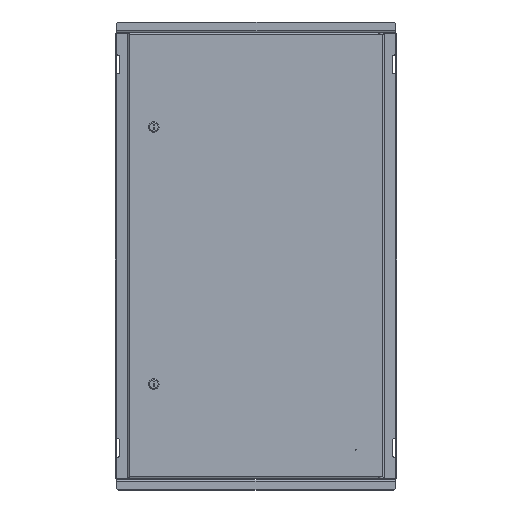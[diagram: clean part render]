
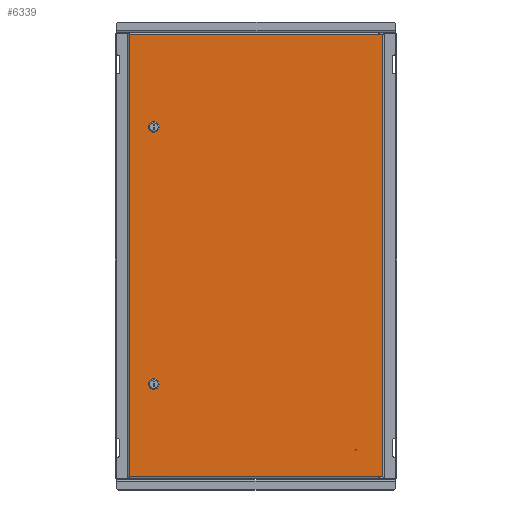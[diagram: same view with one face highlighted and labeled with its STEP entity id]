
A CAD part, top view. The second image highlights one B-rep face of the part: STEP entity #6339.
In plain terms, the highlighted planar face has unit normal (0, 0, 1).
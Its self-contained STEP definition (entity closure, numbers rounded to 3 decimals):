
#105 = DIRECTION ( 'NONE',  ( 0., 0., -1. ) ) ;
#396 = VERTEX_POINT ( 'NONE', #663 ) ;
#443 = DIRECTION ( 'NONE',  ( 0., -1., 0. ) ) ;
#480 = ORIENTED_EDGE ( 'NONE', *, *, #11221, .T. ) ;
#524 = VERTEX_POINT ( 'NONE', #13855 ) ;
#538 = EDGE_CURVE ( 'NONE', #3283, #16880, #3098, .T. ) ;
#590 = CARTESIAN_POINT ( 'NONE',  ( -208.75, 277.71, 0. ) ) ;
#621 = VECTOR ( 'NONE', #7735, 1000. ) ;
#643 = EDGE_CURVE ( 'NONE', #16520, #2850, #3963, .T. ) ;
#663 = CARTESIAN_POINT ( 'NONE',  ( -268.9, 469.9, 0. ) ) ;
#808 = EDGE_LOOP ( 'NONE', ( #8485, #15457, #16823, #3788, #480, #2176 ) ) ;
#1009 = DIRECTION ( 'NONE',  ( 0., -1., 0. ) ) ;
#1156 = CARTESIAN_POINT ( 'NONE',  ( 260., -469.9, 0. ) ) ;
#1179 = CARTESIAN_POINT ( 'NONE',  ( 212., -413., 0. ) ) ;
#1294 = CARTESIAN_POINT ( 'NONE',  ( -225.25, 277.71, 0. ) ) ;
#1390 = LINE ( 'NONE', #14103, #10371 ) ;
#1564 = VECTOR ( 'NONE', #443, 1000. ) ;
#1773 = ORIENTED_EDGE ( 'NONE', *, *, #14744, .T. ) ;
#2023 = FACE_OUTER_BOUND ( 'NONE', #808, .T. ) ;
#2148 = ORIENTED_EDGE ( 'NONE', *, *, #538, .F. ) ;
#2176 = ORIENTED_EDGE ( 'NONE', *, *, #11749, .T. ) ;
#2487 = DIRECTION ( 'NONE',  ( 0., 0., 1. ) ) ;
#2586 = EDGE_CURVE ( 'NONE', #396, #6373, #10166, .T. ) ;
#2850 = VERTEX_POINT ( 'NONE', #3722 ) ;
#3050 = ORIENTED_EDGE ( 'NONE', *, *, #6668, .F. ) ;
#3098 = LINE ( 'NONE', #15084, #1564 ) ;
#3115 = CIRCLE ( 'NONE', #3679, 0.5 ) ;
#3264 = CARTESIAN_POINT ( 'NONE',  ( -225.25, 268.29, 0. ) ) ;
#3283 = VERTEX_POINT ( 'NONE', #1294 ) ;
#3420 = DIRECTION ( 'NONE',  ( 0., 0., 1. ) ) ;
#3454 = VERTEX_POINT ( 'NONE', #590 ) ;
#3505 = AXIS2_PLACEMENT_3D ( 'NONE', #12907, #6325, #11604 ) ;
#3679 = AXIS2_PLACEMENT_3D ( 'NONE', #1179, #3921, #15672 ) ;
#3722 = CARTESIAN_POINT ( 'NONE',  ( 268.9, -469.9, 0. ) ) ;
#3788 = ORIENTED_EDGE ( 'NONE', *, *, #15886, .T. ) ;
#3921 = DIRECTION ( 'NONE',  ( 0., 0., 1. ) ) ;
#3963 = LINE ( 'NONE', #11772, #16431 ) ;
#4077 = CARTESIAN_POINT ( 'NONE',  ( -217., -273., 0. ) ) ;
#4585 = CARTESIAN_POINT ( 'NONE',  ( 260., 469.9, 0. ) ) ;
#4695 = ORIENTED_EDGE ( 'NONE', *, *, #12589, .T. ) ;
#4965 = CARTESIAN_POINT ( 'NONE',  ( -208.75, -268.29, 0. ) ) ;
#4982 = CARTESIAN_POINT ( 'NONE',  ( -208.75, 268.29, 0. ) ) ;
#5180 = DIRECTION ( 'NONE',  ( 0., 1., 0. ) ) ;
#5191 = AXIS2_PLACEMENT_3D ( 'NONE', #16769, #3420, #8830 ) ;
#5256 = VERTEX_POINT ( 'NONE', #15795 ) ;
#5345 = DIRECTION ( 'NONE',  ( 1., 0., 0. ) ) ;
#5562 = CARTESIAN_POINT ( 'NONE',  ( -217., 273., 0. ) ) ;
#6062 = VECTOR ( 'NONE', #14247, 1000. ) ;
#6202 = CARTESIAN_POINT ( 'NONE',  ( -268.9, 471.788, 0. ) ) ;
#6240 = CARTESIAN_POINT ( 'NONE',  ( -268.9, -469.9, 0. ) ) ;
#6316 = CIRCLE ( 'NONE', #5191, 0.5 ) ;
#6325 = DIRECTION ( 'NONE',  ( 0., 0., 1. ) ) ;
#6339 = ADVANCED_FACE ( 'NONE', ( #11513, #16792, #2023, #8769 ), #15714, .T. ) ;
#6373 = VERTEX_POINT ( 'NONE', #6240 ) ;
#6549 = EDGE_CURVE ( 'NONE', #6373, #16520, #14892, .T. ) ;
#6668 = EDGE_CURVE ( 'NONE', #524, #10072, #6316, .T. ) ;
#6771 = VECTOR ( 'NONE', #1009, 1000. ) ;
#7012 = CARTESIAN_POINT ( 'NONE',  ( -270.788, -469.9, 0. ) ) ;
#7073 = CIRCLE ( 'NONE', #14622, 9.5 ) ;
#7338 = CARTESIAN_POINT ( 'NONE',  ( 270.788, 469.9, 0. ) ) ;
#7496 = LINE ( 'NONE', #4965, #621 ) ;
#7618 = VECTOR ( 'NONE', #5180, 1000. ) ;
#7656 = DIRECTION ( 'NONE',  ( 1., 0., 0. ) ) ;
#7670 = LINE ( 'NONE', #4982, #12090 ) ;
#7735 = DIRECTION ( 'NONE',  ( 0., -1., 0. ) ) ;
#7848 = VERTEX_POINT ( 'NONE', #14027 ) ;
#7974 = VECTOR ( 'NONE', #12371, 1000. ) ;
#8045 = CARTESIAN_POINT ( 'NONE',  ( -225.25, -277.71, 0. ) ) ;
#8190 = ORIENTED_EDGE ( 'NONE', *, *, #13102, .F. ) ;
#8321 = CARTESIAN_POINT ( 'NONE',  ( -208.75, 268.29, 0. ) ) ;
#8376 = CARTESIAN_POINT ( 'NONE',  ( -217., -273., 0. ) ) ;
#8401 = DIRECTION ( 'NONE',  ( 1., 0., 0. ) ) ;
#8465 = LINE ( 'NONE', #7338, #14262 ) ;
#8485 = ORIENTED_EDGE ( 'NONE', *, *, #2586, .T. ) ;
#8654 = EDGE_LOOP ( 'NONE', ( #1773, #4695, #16366, #14419 ) ) ;
#8749 = EDGE_LOOP ( 'NONE', ( #14501, #12565, #13396, #2148 ) ) ;
#8769 = FACE_BOUND ( 'NONE', #8654, .T. ) ;
#8830 = DIRECTION ( 'NONE',  ( 1., 0., 0. ) ) ;
#9291 = DIRECTION ( 'NONE',  ( 1., 0., 0. ) ) ;
#9532 = AXIS2_PLACEMENT_3D ( 'NONE', #4077, #105, #8401 ) ;
#9609 = EDGE_CURVE ( 'NONE', #3454, #3283, #9757, .T. ) ;
#9757 = CIRCLE ( 'NONE', #14798, 9.5 ) ;
#9797 = AXIS2_PLACEMENT_3D ( 'NONE', #8376, #13732, #5345 ) ;
#10072 = VERTEX_POINT ( 'NONE', #15245 ) ;
#10166 = LINE ( 'NONE', #6202, #6771 ) ;
#10252 = LINE ( 'NONE', #10337, #6062 ) ;
#10337 = CARTESIAN_POINT ( 'NONE',  ( -225.25, -268.29, 0. ) ) ;
#10371 = VECTOR ( 'NONE', #11409, 1000. ) ;
#10608 = DIRECTION ( 'NONE',  ( 0., 1., 0. ) ) ;
#10754 = CARTESIAN_POINT ( 'NONE',  ( -225.25, -268.29, 0. ) ) ;
#11085 = DIRECTION ( 'NONE',  ( 0., 0., 1. ) ) ;
#11211 = DIRECTION ( 'NONE',  ( -1., 0., 0. ) ) ;
#11221 = EDGE_CURVE ( 'NONE', #14480, #15488, #1390, .T. ) ;
#11234 = CIRCLE ( 'NONE', #9532, 9.5 ) ;
#11409 = DIRECTION ( 'NONE',  ( -1., 0., 0. ) ) ;
#11513 = FACE_BOUND ( 'NONE', #11548, .T. ) ;
#11548 = EDGE_LOOP ( 'NONE', ( #8190, #3050 ) ) ;
#11604 = DIRECTION ( 'NONE',  ( 1., 0., 0. ) ) ;
#11683 = EDGE_CURVE ( 'NONE', #13533, #7848, #16267, .T. ) ;
#11749 = EDGE_CURVE ( 'NONE', #15488, #396, #8465, .T. ) ;
#11761 = LINE ( 'NONE', #17224, #7618 ) ;
#11772 = CARTESIAN_POINT ( 'NONE',  ( -270.788, -469.9, 0. ) ) ;
#12090 = VECTOR ( 'NONE', #10608, 1000. ) ;
#12371 = DIRECTION ( 'NONE',  ( 1., 0., 0. ) ) ;
#12565 = ORIENTED_EDGE ( 'NONE', *, *, #13060, .F. ) ;
#12589 = EDGE_CURVE ( 'NONE', #5256, #15829, #11234, .T. ) ;
#12907 = CARTESIAN_POINT ( 'NONE',  ( 0., 0., 0. ) ) ;
#13016 = CARTESIAN_POINT ( 'NONE',  ( -217., 273., 0. ) ) ;
#13060 = EDGE_CURVE ( 'NONE', #13984, #3454, #7670, .T. ) ;
#13102 = EDGE_CURVE ( 'NONE', #10072, #524, #3115, .T. ) ;
#13396 = ORIENTED_EDGE ( 'NONE', *, *, #14644, .F. ) ;
#13533 = VERTEX_POINT ( 'NONE', #10754 ) ;
#13732 = DIRECTION ( 'NONE',  ( 0., 0., -1. ) ) ;
#13855 = CARTESIAN_POINT ( 'NONE',  ( 212.5, -413., 0. ) ) ;
#13984 = VERTEX_POINT ( 'NONE', #8321 ) ;
#14027 = CARTESIAN_POINT ( 'NONE',  ( -208.75, -268.29, 0. ) ) ;
#14065 = CARTESIAN_POINT ( 'NONE',  ( 268.9, 469.9, 0. ) ) ;
#14103 = CARTESIAN_POINT ( 'NONE',  ( 270.788, 469.9, 0. ) ) ;
#14247 = DIRECTION ( 'NONE',  ( 0., 1., 0. ) ) ;
#14262 = VECTOR ( 'NONE', #11211, 1000. ) ;
#14419 = ORIENTED_EDGE ( 'NONE', *, *, #11683, .T. ) ;
#14480 = VERTEX_POINT ( 'NONE', #14065 ) ;
#14501 = ORIENTED_EDGE ( 'NONE', *, *, #9609, .F. ) ;
#14622 = AXIS2_PLACEMENT_3D ( 'NONE', #13016, #2487, #7656 ) ;
#14644 = EDGE_CURVE ( 'NONE', #16880, #13984, #7073, .T. ) ;
#14744 = EDGE_CURVE ( 'NONE', #7848, #5256, #7496, .T. ) ;
#14798 = AXIS2_PLACEMENT_3D ( 'NONE', #5562, #11085, #15178 ) ;
#14892 = LINE ( 'NONE', #7012, #7974 ) ;
#15084 = CARTESIAN_POINT ( 'NONE',  ( -225.25, 268.29, 0. ) ) ;
#15178 = DIRECTION ( 'NONE',  ( 1., 0., 0. ) ) ;
#15245 = CARTESIAN_POINT ( 'NONE',  ( 211.5, -413., 0. ) ) ;
#15457 = ORIENTED_EDGE ( 'NONE', *, *, #6549, .T. ) ;
#15488 = VERTEX_POINT ( 'NONE', #4585 ) ;
#15672 = DIRECTION ( 'NONE',  ( 1., 0., 0. ) ) ;
#15714 = PLANE ( 'NONE',  #3505 ) ;
#15795 = CARTESIAN_POINT ( 'NONE',  ( -208.75, -277.71, 0. ) ) ;
#15829 = VERTEX_POINT ( 'NONE', #8045 ) ;
#15886 = EDGE_CURVE ( 'NONE', #2850, #14480, #11761, .T. ) ;
#16267 = CIRCLE ( 'NONE', #9797, 9.5 ) ;
#16366 = ORIENTED_EDGE ( 'NONE', *, *, #17289, .T. ) ;
#16431 = VECTOR ( 'NONE', #9291, 1000. ) ;
#16520 = VERTEX_POINT ( 'NONE', #1156 ) ;
#16769 = CARTESIAN_POINT ( 'NONE',  ( 212., -413., 0. ) ) ;
#16792 = FACE_BOUND ( 'NONE', #8749, .T. ) ;
#16823 = ORIENTED_EDGE ( 'NONE', *, *, #643, .T. ) ;
#16880 = VERTEX_POINT ( 'NONE', #3264 ) ;
#17224 = CARTESIAN_POINT ( 'NONE',  ( 268.9, -471.788, 0. ) ) ;
#17289 = EDGE_CURVE ( 'NONE', #15829, #13533, #10252, .T. ) ;
